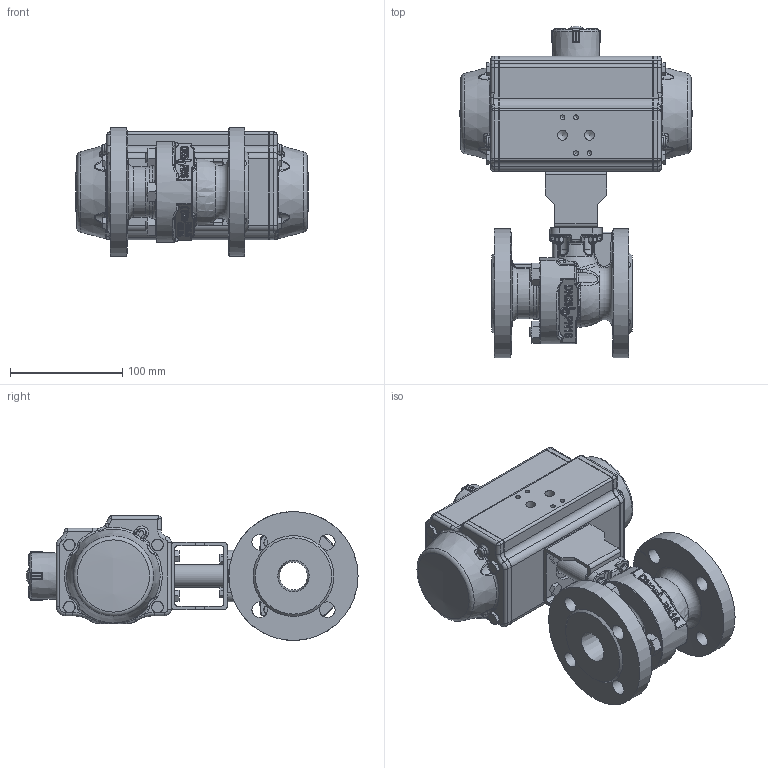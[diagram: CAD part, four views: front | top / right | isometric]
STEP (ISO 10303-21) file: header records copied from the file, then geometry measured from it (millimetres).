
FILE_DESCRIPTION(/* description */ ('Unknown','CAx-IF Rec.Pracs.---Representation and Presentation of Product Manufacturing Information (PMI)---4.0---2014-10-13','CAx-IF Rec.Pracs.---3D Tessellated Geometry---0.4---2014-09-14','2;1'),/* implementation_level */ '2;1');
FILE_NAME(/* name */ 'FR03 0919-06',/* time_stamp */ '2023-09-04T13:53:07+02:00',/* author */ ('Unknown'),/* organization */ ('Unknown'),/* preprocessor_version */ 'ST-DEVELOPER v18.102',/* originating_system */ 'Solid Edge',/* authorisation */ 'Unknown');
FILE_SCHEMA (('AP242_MANAGED_MODEL_BASED_3D_ENGINEERING_MIM_LF { 1 0 10303 442 1 1 4 }'));
Products named in the file (17): FR03 0919-06; Brücke F04-F05; 4.170.025; DW04_FR03_(DW70_FR52); ____; ________(___________; _____________; ______; hex head bolts-full thread grade c gb_GB_FASTENER_BOLT_HHBFTC M6X20-N; cup head nib bolts with large head gb_GB_FASTENER_BOLT_CHNBW M6X25-N; KP-75; Soindeladapter11_11; T1_0; DIN558 M5x18; DIN558_M_6x12.1.3; DIN125-5_3.1.3; DIN934_M5
Assembly tree (37 placements, depth 4):
  FR03 0919-06
    Brücke F04-F05
    4.170.025
    DW04_FR03_(DW70_FR52)
      ____
        ________(___________  x2
        _____________  x2
        ______
      hex head bolts-full thread grade c gb_GB_FASTENER_BOLT_HHBFTC M6X20-N  x8
      cup head nib bolts with large head gb_GB_FASTENER_BOLT_CHNBW M6X25-N
      KP-75
    Soindeladapter11_11
      T1_0
    DIN558 M5x18  x4
    DIN558_M_6x12.1.3  x4
    DIN125-5_3.1.3  x4
    DIN934_M5  x4
Bounding box: 206.95 x 295.9 x 115 mm (x, y, z)
Volume: 2198044.4 mm3; surface area: 234047.1 mm2
Topology: 34 solids, 37 shells, 2137 faces, 5268 edges, 3232 vertices
Faces by surface type: plane 764, bspline 498, cylinder 487, cone 225, torus 133, sphere 30
Full cylindrical faces by diameter (mm): 3 x18, 3.3 x8, 4.134 x4, 4.2 x8, 4.66 x1, 5 x17, 5.3 x4, 6 x21, 6.2 x1, 6.8 x4, 7 x4, 8.5 x3, 8.8 x2, 10 x7, 11 x3, 14 x8, 20 x1, 21.8 x1, 23.5 x1, 24.1 x1, 24.6 x1, 25 x1, 30 x2, 32 x2, 38.5 x1, 115 x2
Entity records: 78766 total; most frequent: CARTESIAN_POINT 41682, ORIENTED_EDGE 7996, DIRECTION 6670, EDGE_CURVE 3998, AXIS2_PLACEMENT_3D 2578, VERTEX_POINT 2568, FACE_BOUND 2004, EDGE_LOOP 1976
